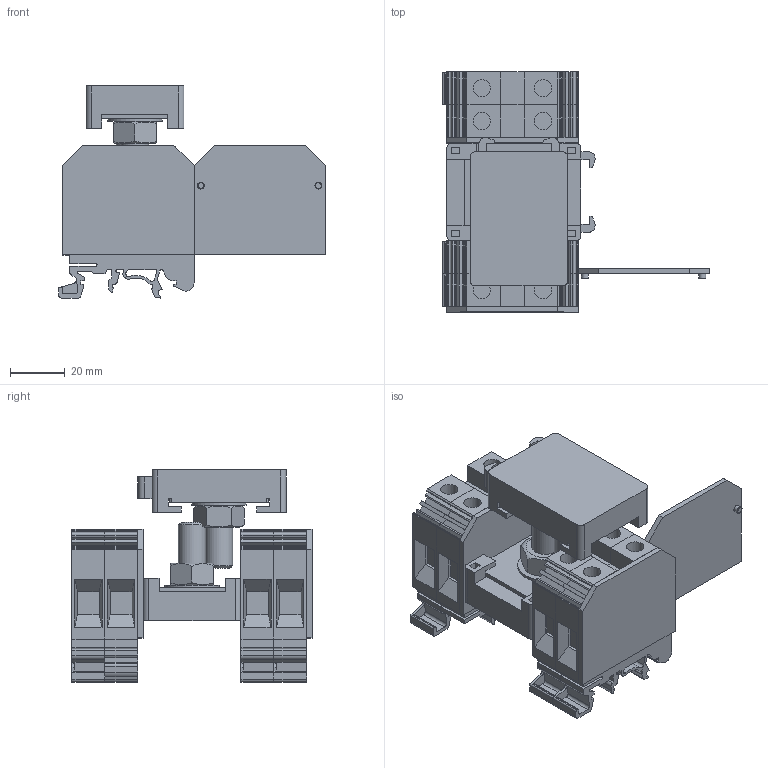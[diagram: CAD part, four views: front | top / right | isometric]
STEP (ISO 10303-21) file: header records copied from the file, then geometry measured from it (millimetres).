
FILE_DESCRIPTION( ( 'Unknown' ), '1' );
FILE_NAME( 'CDB25-2.stp', 'Unknown', ( 'Unknown' ), ( 'Unknown' ), 'PSStep 14.0', 'Unknown', ' ' );
FILE_SCHEMA( ( 'AUTOMOTIVE_DESIGN { 1 0 10303 214 1 1 1 1 }' ) );
Length unit declared in the file: millimetre
Products named in the file (7): Assem1; CDB25-oa0; CDB25-oa1; CDB25-oa2; CDB25-oa3; EPCDB25; BASE FOR CDB25
Bounding box: 97.42 x 87.8 x 77.55 mm (x, y, z)
Volume: 253541.2 mm3; surface area: 100523.2 mm2
Topology: 13 solids, 13 shells, 1442 faces, 4026 edges, 2662 vertices
Faces by surface type: plane 1022, cylinder 408, torus 10, cone 2
Full cylindrical faces by diameter (mm): 2.5 x6, 6.3 x16, 10 x2, 20 x2
Entity records: 28651 total; most frequent: CARTESIAN_POINT 4214, ORIENTED_EDGE 3944, DIRECTION 3809, EDGE_CURVE 1972, LINE 1549, VECTOR 1549, VERTEX_POINT 1313, AXIS2_PLACEMENT_3D 1130
